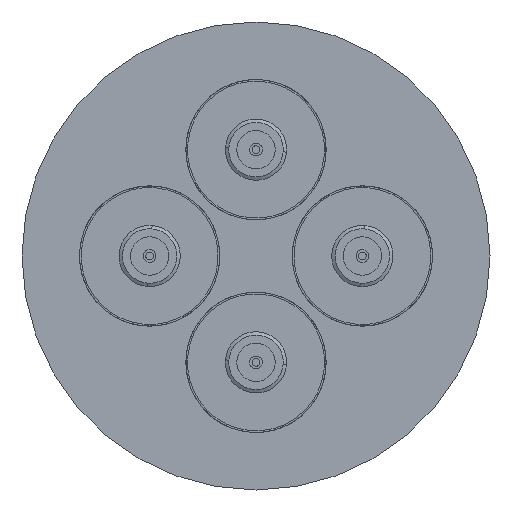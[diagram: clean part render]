
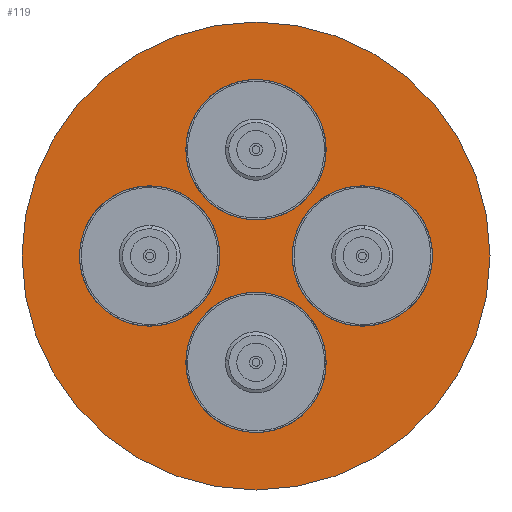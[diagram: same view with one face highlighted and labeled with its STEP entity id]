
A CAD part, left-side view. The second image highlights one B-rep face of the part: STEP entity #119.
In plain terms, the highlighted planar face has unit normal (-1, 0, 0).
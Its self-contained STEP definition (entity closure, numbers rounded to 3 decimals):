
#5 = CARTESIAN_POINT ( 'NONE',  ( 0., 12.5, 0. ) ) ;
#38 = EDGE_CURVE ( 'NONE', #1431, #2009, #2027, .T. ) ;
#42 = CARTESIAN_POINT ( 'NONE',  ( 0., 12.5, 8.25 ) ) ;
#72 = DIRECTION ( 'NONE',  ( 0., 0., 1. ) ) ;
#112 = VERTEX_POINT ( 'NONE', #1301 ) ;
#119 = ADVANCED_FACE ( 'NONE', ( #689, #564, #404, #993, #165 ), #1270, .T. ) ;
#153 = AXIS2_PLACEMENT_3D ( 'NONE', #1253, #1878, #2046 ) ;
#165 = FACE_OUTER_BOUND ( 'NONE', #199, .T. ) ;
#187 = CIRCLE ( 'NONE', #978, 8.25 ) ;
#199 = EDGE_LOOP ( 'NONE', ( #464, #1297 ) ) ;
#254 = CARTESIAN_POINT ( 'NONE',  ( 0., -12.5, 0. ) ) ;
#257 = EDGE_CURVE ( 'NONE', #745, #1502, #1788, .T. ) ;
#259 = ORIENTED_EDGE ( 'NONE', *, *, #257, .F. ) ;
#290 = DIRECTION ( 'NONE',  ( 0., 0., 1. ) ) ;
#316 = DIRECTION ( 'NONE',  ( -1., 0., 0. ) ) ;
#346 = ORIENTED_EDGE ( 'NONE', *, *, #1331, .F. ) ;
#361 = VERTEX_POINT ( 'NONE', #1594 ) ;
#386 = CARTESIAN_POINT ( 'NONE',  ( 0., 0., -12.5 ) ) ;
#404 = FACE_BOUND ( 'NONE', #516, .T. ) ;
#411 = DIRECTION ( 'NONE',  ( 0., 0., 1. ) ) ;
#413 = CARTESIAN_POINT ( 'NONE',  ( 0., 0., -4.25 ) ) ;
#464 = ORIENTED_EDGE ( 'NONE', *, *, #576, .F. ) ;
#480 = EDGE_CURVE ( 'NONE', #1232, #1143, #1267, .T. ) ;
#487 = CARTESIAN_POINT ( 'NONE',  ( 0., 0., 20.75 ) ) ;
#500 = EDGE_CURVE ( 'NONE', #1502, #745, #2016, .T. ) ;
#516 = EDGE_LOOP ( 'NONE', ( #757, #1718 ) ) ;
#564 = FACE_BOUND ( 'NONE', #1693, .T. ) ;
#576 = EDGE_CURVE ( 'NONE', #361, #112, #1230, .T. ) ;
#586 = EDGE_CURVE ( 'NONE', #112, #361, #1471, .T. ) ;
#645 = AXIS2_PLACEMENT_3D ( 'NONE', #776, #944, #1872 ) ;
#671 = CARTESIAN_POINT ( 'NONE',  ( 0., 0., 12.5 ) ) ;
#676 = AXIS2_PLACEMENT_3D ( 'NONE', #1862, #316, #290 ) ;
#689 = FACE_BOUND ( 'NONE', #1986, .T. ) ;
#693 = EDGE_CURVE ( 'NONE', #1361, #750, #1325, .T. ) ;
#700 = DIRECTION ( 'NONE',  ( 0., 0., 1. ) ) ;
#745 = VERTEX_POINT ( 'NONE', #1660 ) ;
#750 = VERTEX_POINT ( 'NONE', #2050 ) ;
#757 = ORIENTED_EDGE ( 'NONE', *, *, #480, .F. ) ;
#776 = CARTESIAN_POINT ( 'NONE',  ( 0., 0., 0. ) ) ;
#777 = AXIS2_PLACEMENT_3D ( 'NONE', #254, #1377, #411 ) ;
#827 = DIRECTION ( 'NONE',  ( 0., 0., 1. ) ) ;
#903 = CARTESIAN_POINT ( 'NONE',  ( 0., -12.5, -8.25 ) ) ;
#944 = DIRECTION ( 'NONE',  ( 1., 0., 0. ) ) ;
#971 = ORIENTED_EDGE ( 'NONE', *, *, #38, .F. ) ;
#972 = DIRECTION ( 'NONE',  ( 0., 0., 1. ) ) ;
#978 = AXIS2_PLACEMENT_3D ( 'NONE', #386, #1629, #700 ) ;
#990 = DIRECTION ( 'NONE',  ( 1., 0., 0. ) ) ;
#993 = FACE_BOUND ( 'NONE', #2001, .T. ) ;
#1023 = DIRECTION ( 'NONE',  ( -1., 0., 0. ) ) ;
#1077 = ORIENTED_EDGE ( 'NONE', *, *, #500, .F. ) ;
#1133 = DIRECTION ( 'NONE',  ( -1., 0., 0. ) ) ;
#1143 = VERTEX_POINT ( 'NONE', #903 ) ;
#1146 = CARTESIAN_POINT ( 'NONE',  ( 0., 0., 12.5 ) ) ;
#1162 = CARTESIAN_POINT ( 'NONE',  ( 0., 12.5, 0. ) ) ;
#1230 = CIRCLE ( 'NONE', #1978, 27.5 ) ;
#1232 = VERTEX_POINT ( 'NONE', #1506 ) ;
#1240 = AXIS2_PLACEMENT_3D ( 'NONE', #1293, #1866, #2017 ) ;
#1253 = CARTESIAN_POINT ( 'NONE',  ( 0., 0., 0. ) ) ;
#1267 = CIRCLE ( 'NONE', #777, 8.25 ) ;
#1268 = CIRCLE ( 'NONE', #1503, 8.25 ) ;
#1270 = PLANE ( 'NONE',  #153 ) ;
#1293 = CARTESIAN_POINT ( 'NONE',  ( 0., 0., -12.5 ) ) ;
#1297 = ORIENTED_EDGE ( 'NONE', *, *, #586, .F. ) ;
#1301 = CARTESIAN_POINT ( 'NONE',  ( 0., 0., 27.5 ) ) ;
#1324 = CARTESIAN_POINT ( 'NONE',  ( 0., 0., -20.75 ) ) ;
#1325 = CIRCLE ( 'NONE', #1618, 8.25 ) ;
#1331 = EDGE_CURVE ( 'NONE', #750, #1361, #1268, .T. ) ;
#1343 = CARTESIAN_POINT ( 'NONE',  ( 0., 0., 0. ) ) ;
#1361 = VERTEX_POINT ( 'NONE', #487 ) ;
#1377 = DIRECTION ( 'NONE',  ( -1., 0., 0. ) ) ;
#1431 = VERTEX_POINT ( 'NONE', #1324 ) ;
#1449 = DIRECTION ( 'NONE',  ( -1., 0., 0. ) ) ;
#1452 = EDGE_CURVE ( 'NONE', #2009, #1431, #187, .T. ) ;
#1471 = CIRCLE ( 'NONE', #645, 27.5 ) ;
#1502 = VERTEX_POINT ( 'NONE', #42 ) ;
#1503 = AXIS2_PLACEMENT_3D ( 'NONE', #671, #1133, #972 ) ;
#1506 = CARTESIAN_POINT ( 'NONE',  ( 0., -12.5, 8.25 ) ) ;
#1594 = CARTESIAN_POINT ( 'NONE',  ( 0., 0., -27.5 ) ) ;
#1598 = DIRECTION ( 'NONE',  ( 0., 0., -1. ) ) ;
#1602 = CIRCLE ( 'NONE', #676, 8.25 ) ;
#1618 = AXIS2_PLACEMENT_3D ( 'NONE', #1146, #1911, #827 ) ;
#1629 = DIRECTION ( 'NONE',  ( -1., 0., 0. ) ) ;
#1650 = AXIS2_PLACEMENT_3D ( 'NONE', #1162, #1023, #72 ) ;
#1660 = CARTESIAN_POINT ( 'NONE',  ( 0., 12.5, -8.25 ) ) ;
#1693 = EDGE_LOOP ( 'NONE', ( #2022, #971 ) ) ;
#1718 = ORIENTED_EDGE ( 'NONE', *, *, #1881, .F. ) ;
#1788 = CIRCLE ( 'NONE', #1650, 8.25 ) ;
#1827 = AXIS2_PLACEMENT_3D ( 'NONE', #5, #1449, #2008 ) ;
#1862 = CARTESIAN_POINT ( 'NONE',  ( 0., -12.5, 0. ) ) ;
#1866 = DIRECTION ( 'NONE',  ( -1., 0., 0. ) ) ;
#1871 = ORIENTED_EDGE ( 'NONE', *, *, #693, .F. ) ;
#1872 = DIRECTION ( 'NONE',  ( 0., 0., -1. ) ) ;
#1878 = DIRECTION ( 'NONE',  ( -1., 0., 0. ) ) ;
#1881 = EDGE_CURVE ( 'NONE', #1143, #1232, #1602, .T. ) ;
#1911 = DIRECTION ( 'NONE',  ( -1., 0., 0. ) ) ;
#1978 = AXIS2_PLACEMENT_3D ( 'NONE', #1343, #990, #1598 ) ;
#1986 = EDGE_LOOP ( 'NONE', ( #1077, #259 ) ) ;
#2001 = EDGE_LOOP ( 'NONE', ( #1871, #346 ) ) ;
#2008 = DIRECTION ( 'NONE',  ( 0., 0., 1. ) ) ;
#2009 = VERTEX_POINT ( 'NONE', #413 ) ;
#2016 = CIRCLE ( 'NONE', #1827, 8.25 ) ;
#2017 = DIRECTION ( 'NONE',  ( 0., 0., 1. ) ) ;
#2022 = ORIENTED_EDGE ( 'NONE', *, *, #1452, .F. ) ;
#2027 = CIRCLE ( 'NONE', #1240, 8.25 ) ;
#2046 = DIRECTION ( 'NONE',  ( 0., 0., 1. ) ) ;
#2050 = CARTESIAN_POINT ( 'NONE',  ( 0., 0., 4.25 ) ) ;
